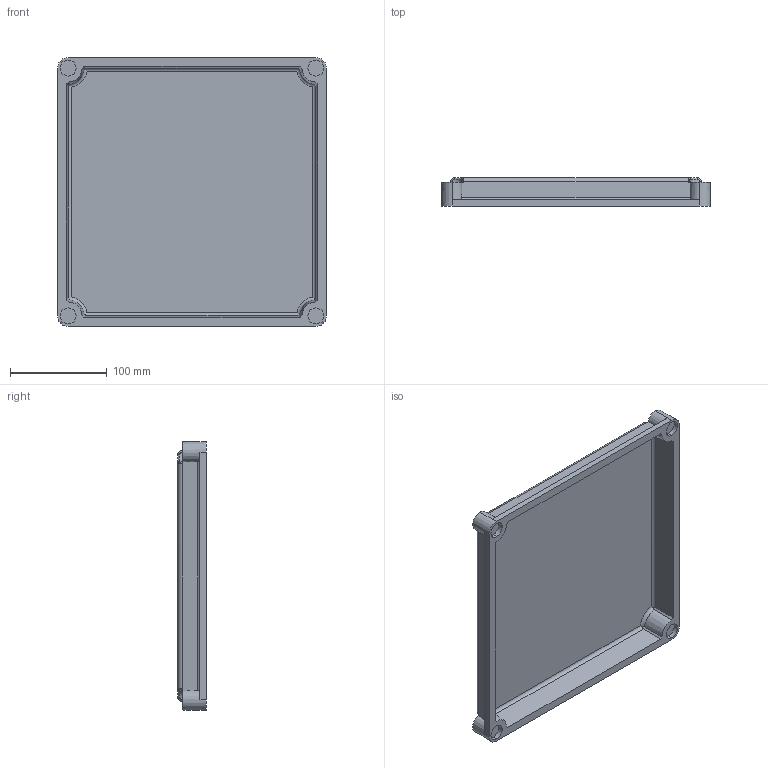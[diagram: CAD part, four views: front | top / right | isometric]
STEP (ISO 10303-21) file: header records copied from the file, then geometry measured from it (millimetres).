
FILE_DESCRIPTION (( 'STEP AP214' ), '1' );
FILE_NAME ('FIBOX_EKO30C.STEP', '2015-10-23T06:05:28', ( '' ), ( '' ), 'SwSTEP 2.0', 'SolidWorks 2014', '' );
FILE_SCHEMA (( 'AUTOMOTIVE_DESIGN' ));
Length unit declared in the file: millimetre
Products named in the file (1): FIBOX_EKO30C
Bounding box: 278 x 29.5 x 278 mm (x, y, z)
Volume: 314942.5 mm3; surface area: 207305.2 mm2
Topology: 1 solids, 1 shells, 105 faces, 264 edges, 170 vertices
Faces by surface type: plane 31, cylinder 28, bspline 24, cone 14, torus 8
Entity records: 4930 total; most frequent: CARTESIAN_POINT 1980, ORIENTED_EDGE 528, DIRECTION 414, EDGE_CURVE 264, AXIS2_PLACEMENT_3D 172, VERTEX_POINT 170, EDGE_LOOP 114, FACE_OUTER_BOUND 105
